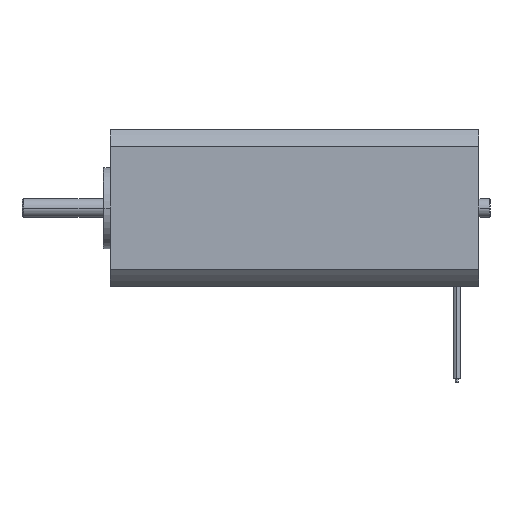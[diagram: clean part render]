
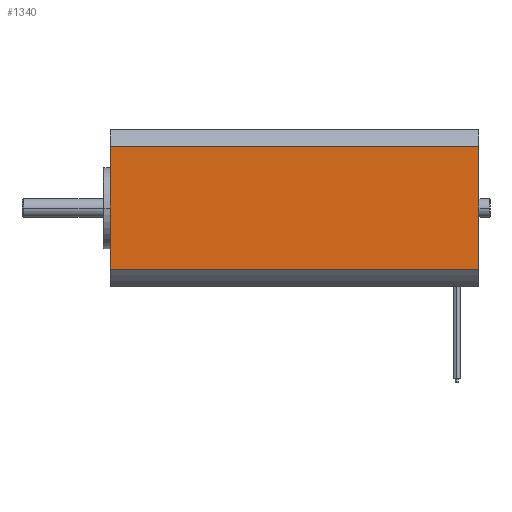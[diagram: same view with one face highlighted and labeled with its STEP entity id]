
A CAD part, top view. The second image highlights one B-rep face of the part: STEP entity #1340.
In plain terms, the highlighted planar face has unit normal (0, 0, 1).
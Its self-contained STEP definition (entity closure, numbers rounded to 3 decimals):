
#30 = DIRECTION ( 'NONE',  ( -1., 0., 0. ) ) ;
#172 = FACE_OUTER_BOUND ( 'NONE', #2160, .T. ) ;
#245 = LINE ( 'NONE', #1056, #979 ) ;
#359 = VECTOR ( 'NONE', #30, 1000. ) ;
#565 = VECTOR ( 'NONE', #1010, 1000. ) ;
#566 = LINE ( 'NONE', #633, #810 ) ;
#602 = EDGE_CURVE ( 'NONE', #1406, #2140, #245, .T. ) ;
#633 = CARTESIAN_POINT ( 'NONE',  ( 0., 16.656, 21.25 ) ) ;
#772 = EDGE_CURVE ( 'NONE', #2140, #1874, #1354, .T. ) ;
#810 = VECTOR ( 'NONE', #962, 1000. ) ;
#821 = CARTESIAN_POINT ( 'NONE',  ( 0., 16.656, 21.25 ) ) ;
#918 = EDGE_CURVE ( 'NONE', #1406, #1063, #1009, .T. ) ;
#938 = PLANE ( 'NONE',  #985 ) ;
#962 = DIRECTION ( 'NONE',  ( 0., -1., 0. ) ) ;
#979 = VECTOR ( 'NONE', #1797, 1000. ) ;
#985 = AXIS2_PLACEMENT_3D ( 'NONE', #1278, #2241, #1612 ) ;
#1009 = LINE ( 'NONE', #1364, #359 ) ;
#1010 = DIRECTION ( 'NONE',  ( -1., 0., 0. ) ) ;
#1056 = CARTESIAN_POINT ( 'NONE',  ( 100., 16.656, 21.25 ) ) ;
#1063 = VERTEX_POINT ( 'NONE', #821 ) ;
#1134 = ORIENTED_EDGE ( 'NONE', *, *, #1754, .T. ) ;
#1225 = ORIENTED_EDGE ( 'NONE', *, *, #772, .F. ) ;
#1278 = CARTESIAN_POINT ( 'NONE',  ( 100., 16.656, 21.25 ) ) ;
#1299 = ORIENTED_EDGE ( 'NONE', *, *, #602, .F. ) ;
#1307 = CARTESIAN_POINT ( 'NONE',  ( 100., 16.656, 21.25 ) ) ;
#1340 = ADVANCED_FACE ( 'NONE', ( #172 ), #938, .F. ) ;
#1354 = LINE ( 'NONE', #1684, #565 ) ;
#1364 = CARTESIAN_POINT ( 'NONE',  ( 100., 16.656, 21.25 ) ) ;
#1406 = VERTEX_POINT ( 'NONE', #1307 ) ;
#1416 = CARTESIAN_POINT ( 'NONE',  ( 0., -16.656, 21.25 ) ) ;
#1568 = CARTESIAN_POINT ( 'NONE',  ( 100., -16.656, 21.25 ) ) ;
#1612 = DIRECTION ( 'NONE',  ( -1., 0., 0. ) ) ;
#1684 = CARTESIAN_POINT ( 'NONE',  ( 100., -16.656, 21.25 ) ) ;
#1754 = EDGE_CURVE ( 'NONE', #1063, #1874, #566, .T. ) ;
#1797 = DIRECTION ( 'NONE',  ( 0., -1., 0. ) ) ;
#1874 = VERTEX_POINT ( 'NONE', #1416 ) ;
#2003 = ORIENTED_EDGE ( 'NONE', *, *, #918, .T. ) ;
#2140 = VERTEX_POINT ( 'NONE', #1568 ) ;
#2160 = EDGE_LOOP ( 'NONE', ( #1134, #1225, #1299, #2003 ) ) ;
#2241 = DIRECTION ( 'NONE',  ( 0., 0., -1. ) ) ;
